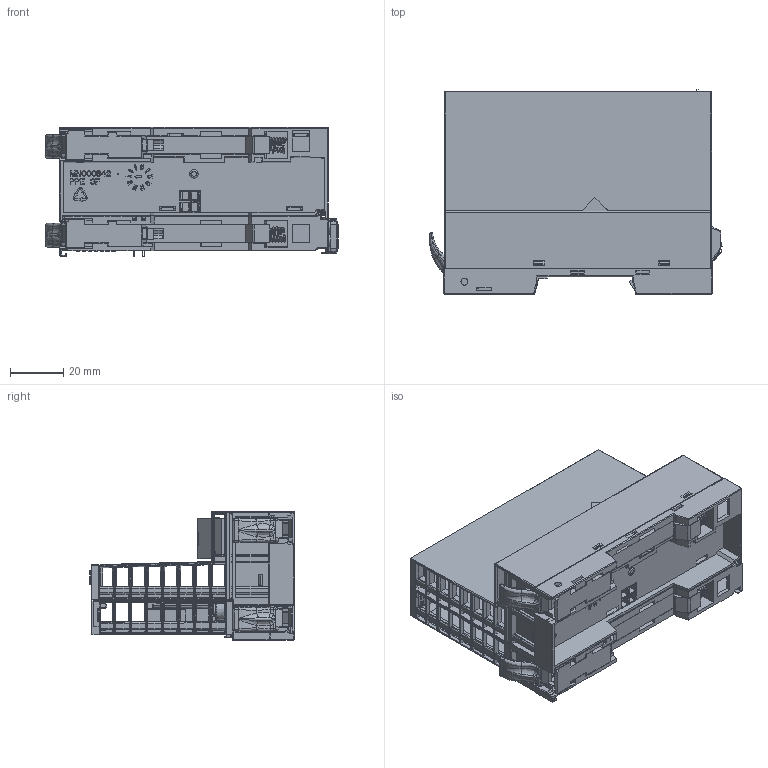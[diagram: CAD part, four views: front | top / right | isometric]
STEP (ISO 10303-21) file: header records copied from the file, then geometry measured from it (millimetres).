
FILE_DESCRIPTION((''),'2;1');
FILE_NAME('053-1MT00_DET5','2014-03-12T',('TReuther'),(''),'PRO/ENGINEER BY PARAMETRIC TECHNOLOGY CORPORATION, 2013320','PRO/ENGINEER BY PARAMETRIC TECHNOLOGY CORPORATION, 2013320','');
FILE_SCHEMA(('CONFIG_CONTROL_DESIGN'));
Products named in the file (1): 053-1MT00_DET5
Bounding box: 109.57 x 76.5 x 48.32 mm (x, y, z)
Surface area: 76447.2 mm2 (no closed solid volume)
Topology: 0 solids, 371 shells, 2076 faces, 15058 edges, 13029 vertices
Faces by surface type: plane 1427, cylinder 376, torus 116, bspline 88, cone 49, extrusion 20
Entity records: 149619 total; most frequent: CARTESIAN_POINT 43702, DIRECTION 19242, ORIENTED_EDGE 18645, EDGE_CURVE 15058, VERTEX_POINT 13029, VECTOR 12538, LINE 12518, AXIS2_PLACEMENT_3D 3352
